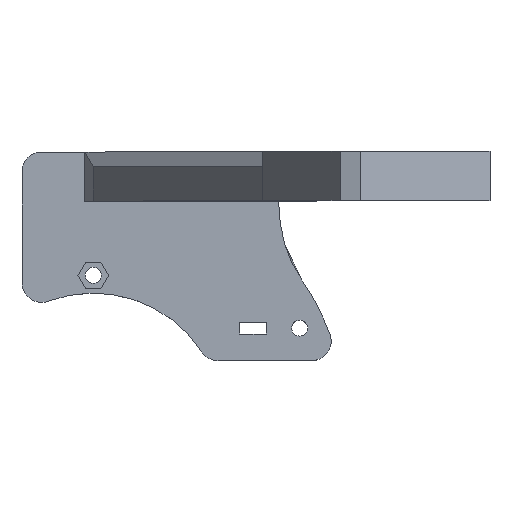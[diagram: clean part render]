
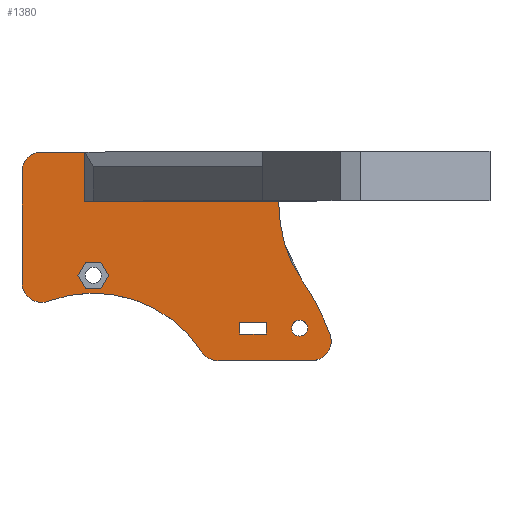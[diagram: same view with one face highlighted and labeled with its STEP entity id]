
A CAD part, top view. The second image highlights one B-rep face of the part: STEP entity #1380.
In plain terms, the highlighted planar face has unit normal (0, 0, 1).
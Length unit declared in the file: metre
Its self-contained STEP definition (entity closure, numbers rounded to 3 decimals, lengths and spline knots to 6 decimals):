
#39=B_SPLINE_CURVE_WITH_KNOTS('',2,(#2232,#2233,#2234),.UNSPECIFIED.,.F.,
 .F.,(3,3),(0.,1.),.PIECEWISE_BEZIER_KNOTS.);
#63=CIRCLE('',#1466,0.051401);
#65=CIRCLE('',#1469,0.026303);
#70=CIRCLE('',#1495,0.001625);
#71=CIRCLE('',#1496,0.004);
#72=CIRCLE('',#1497,0.004);
#73=CIRCLE('',#1498,0.004);
#74=CIRCLE('',#1499,0.004);
#257=ORIENTED_EDGE('',*,*,#607,.T.);
#258=ORIENTED_EDGE('',*,*,#608,.T.);
#259=ORIENTED_EDGE('',*,*,#609,.T.);
#260=ORIENTED_EDGE('',*,*,#610,.T.);
#261=ORIENTED_EDGE('',*,*,#611,.T.);
#262=ORIENTED_EDGE('',*,*,#612,.T.);
#263=ORIENTED_EDGE('',*,*,#613,.F.);
#264=ORIENTED_EDGE('',*,*,#558,.T.);
#265=ORIENTED_EDGE('',*,*,#614,.T.);
#266=ORIENTED_EDGE('',*,*,#566,.F.);
#267=ORIENTED_EDGE('',*,*,#615,.F.);
#268=ORIENTED_EDGE('',*,*,#555,.T.);
#269=ORIENTED_EDGE('',*,*,#616,.F.);
#270=ORIENTED_EDGE('',*,*,#547,.T.);
#271=ORIENTED_EDGE('',*,*,#617,.F.);
#272=ORIENTED_EDGE('',*,*,#551,.T.);
#273=ORIENTED_EDGE('',*,*,#618,.T.);
#274=ORIENTED_EDGE('',*,*,#604,.T.);
#275=ORIENTED_EDGE('',*,*,#593,.T.);
#276=ORIENTED_EDGE('',*,*,#487,.T.);
#277=ORIENTED_EDGE('',*,*,#619,.F.);
#278=ORIENTED_EDGE('',*,*,#620,.T.);
#279=ORIENTED_EDGE('',*,*,#621,.F.);
#487=EDGE_CURVE('',#685,#684,#818,.T.);
#547=EDGE_CURVE('',#741,#740,#858,.T.);
#551=EDGE_CURVE('',#745,#744,#63,.T.);
#555=EDGE_CURVE('',#749,#748,#65,.T.);
#558=EDGE_CURVE('',#752,#751,#865,.T.);
#566=EDGE_CURVE('',#757,#758,#872,.T.);
#593=EDGE_CURVE('',#774,#685,#895,.T.);
#604=EDGE_CURVE('',#777,#774,#904,.T.);
#607=EDGE_CURVE('',#781,#782,#907,.T.);
#608=EDGE_CURVE('',#782,#783,#908,.T.);
#609=EDGE_CURVE('',#783,#784,#909,.T.);
#610=EDGE_CURVE('',#784,#785,#910,.T.);
#611=EDGE_CURVE('',#785,#786,#911,.T.);
#612=EDGE_CURVE('',#786,#781,#912,.T.);
#613=EDGE_CURVE('',#787,#787,#70,.T.);
#614=EDGE_CURVE('',#751,#758,#913,.T.);
#615=EDGE_CURVE('',#752,#757,#914,.T.);
#616=EDGE_CURVE('',#741,#748,#71,.T.);
#617=EDGE_CURVE('',#745,#740,#72,.T.);
#618=EDGE_CURVE('',#744,#777,#39,.T.);
#619=EDGE_CURVE('',#788,#684,#73,.T.);
#620=EDGE_CURVE('',#788,#789,#915,.T.);
#621=EDGE_CURVE('',#749,#789,#74,.T.);
#684=VERTEX_POINT('',#1949);
#685=VERTEX_POINT('',#1951);
#740=VERTEX_POINT('',#2084);
#741=VERTEX_POINT('',#2086);
#744=VERTEX_POINT('',#2093);
#745=VERTEX_POINT('',#2095);
#748=VERTEX_POINT('',#2102);
#749=VERTEX_POINT('',#2104);
#751=VERTEX_POINT('',#2109);
#752=VERTEX_POINT('',#2111);
#757=VERTEX_POINT('',#2128);
#758=VERTEX_POINT('',#2130);
#774=VERTEX_POINT('',#2185);
#777=VERTEX_POINT('',#2193);
#781=VERTEX_POINT('',#2215);
#782=VERTEX_POINT('',#2216);
#783=VERTEX_POINT('',#2218);
#784=VERTEX_POINT('',#2220);
#785=VERTEX_POINT('',#2222);
#786=VERTEX_POINT('',#2224);
#787=VERTEX_POINT('',#2227);
#788=VERTEX_POINT('',#2236);
#789=VERTEX_POINT('',#2238);
#818=LINE('',#1950,#967);
#858=LINE('',#2085,#1007);
#865=LINE('',#2110,#1014);
#872=LINE('',#2129,#1021);
#895=LINE('',#2187,#1044);
#904=LINE('',#2207,#1053);
#907=LINE('',#2214,#1056);
#908=LINE('',#2217,#1057);
#909=LINE('',#2219,#1058);
#910=LINE('',#2221,#1059);
#911=LINE('',#2223,#1060);
#912=LINE('',#2225,#1061);
#913=LINE('',#2228,#1062);
#914=LINE('',#2229,#1063);
#915=LINE('',#2237,#1064);
#967=VECTOR('',#1565,1.);
#1007=VECTOR('',#1655,1.);
#1014=VECTOR('',#1676,1.);
#1021=VECTOR('',#1687,1.);
#1044=VECTOR('',#1736,1.);
#1053=VECTOR('',#1757,1.);
#1056=VECTOR('',#1766,1.);
#1057=VECTOR('',#1767,1.);
#1058=VECTOR('',#1768,1.);
#1059=VECTOR('',#1769,1.);
#1060=VECTOR('',#1770,1.);
#1061=VECTOR('',#1771,1.);
#1062=VECTOR('',#1774,1.);
#1063=VECTOR('',#1775,1.);
#1064=VECTOR('',#1782,1.);
#1145=EDGE_LOOP('',(#257,#258,#259,#260,#261,#262));
#1146=EDGE_LOOP('',(#263));
#1147=EDGE_LOOP('',(#264,#265,#266,#267));
#1148=EDGE_LOOP('',(#268,#269,#270,#271,#272,#273,#274,#275,#276,#277,#278,
#279));
#1242=FACE_BOUND('',#1145,.T.);
#1243=FACE_BOUND('',#1146,.T.);
#1244=FACE_BOUND('',#1147,.T.);
#1245=FACE_BOUND('',#1148,.T.);
#1321=PLANE('',#1494);
#1380=ADVANCED_FACE('',(#1242,#1243,#1244,#1245),#1321,.T.);
#1466=AXIS2_PLACEMENT_3D('',#2094,#1662,#1663);
#1469=AXIS2_PLACEMENT_3D('',#2103,#1670,#1671);
#1494=AXIS2_PLACEMENT_3D('',#2213,#1764,#1765);
#1495=AXIS2_PLACEMENT_3D('',#2226,#1772,#1773);
#1496=AXIS2_PLACEMENT_3D('',#2230,#1776,#1777);
#1497=AXIS2_PLACEMENT_3D('',#2231,#1778,#1779);
#1498=AXIS2_PLACEMENT_3D('',#2235,#1780,#1781);
#1499=AXIS2_PLACEMENT_3D('',#2239,#1783,#1784);
#1565=DIRECTION('',(-1.,0.,0.));
#1655=DIRECTION('',(1.,0.,0.));
#1662=DIRECTION('',(0.,0.,1.));
#1663=DIRECTION('',(1.,0.,0.));
#1670=DIRECTION('',(0.,0.,-1.));
#1671=DIRECTION('',(1.,0.,0.));
#1676=DIRECTION('',(-1.,0.,0.));
#1687=DIRECTION('',(-1.,0.,0.));
#1736=DIRECTION('',(0.,1.,0.));
#1757=DIRECTION('',(-1.,0.,0.));
#1764=DIRECTION('',(0.,0.,1.));
#1765=DIRECTION('',(1.,0.,0.));
#1766=DIRECTION('',(0.5,-0.866,0.));
#1767=DIRECTION('',(-0.5,-0.866,0.));
#1768=DIRECTION('',(-1.,0.,0.));
#1769=DIRECTION('',(-0.5,0.866,0.));
#1770=DIRECTION('',(0.5,0.866,0.));
#1771=DIRECTION('',(1.,0.,0.));
#1772=DIRECTION('',(0.,0.,1.));
#1773=DIRECTION('',(1.,0.,0.));
#1774=DIRECTION('',(0.,1.,0.));
#1775=DIRECTION('',(0.,1.,0.));
#1776=DIRECTION('',(0.,0.,-1.));
#1777=DIRECTION('',(1.,0.,0.));
#1778=DIRECTION('',(0.,0.,-1.));
#1779=DIRECTION('',(1.,0.,0.));
#1780=DIRECTION('',(0.,0.,-1.));
#1781=DIRECTION('',(1.,0.,0.));
#1782=DIRECTION('',(0.,-1.,0.));
#1783=DIRECTION('',(0.,0.,-1.));
#1784=DIRECTION('',(1.,0.,0.));
#1949=CARTESIAN_POINT('',(-0.0105,0.055,0.021161));
#1950=CARTESIAN_POINT('',(0.011624,0.055,0.021161));
#1951=CARTESIAN_POINT('',(-0.001693,0.055,0.021161));
#2084=CARTESIAN_POINT('',(0.044415,0.012558,0.021161));
#2085=CARTESIAN_POINT('',(0.036477,0.012558,0.021161));
#2086=CARTESIAN_POINT('',(0.025379,0.012558,0.021161));
#2093=CARTESIAN_POINT('',(0.042313,0.029183,0.021161));
#2094=CARTESIAN_POINT('',(0.,0.,0.021161));
#2095=CARTESIAN_POINT('',(0.048163,0.017956,0.021161));
#2102=CARTESIAN_POINT('',(0.022029,0.014373,0.021161));
#2103=CARTESIAN_POINT('',(0.,0.,0.021161));
#2104=CARTESIAN_POINT('',(-0.009114,0.024673,0.021161));
#2109=CARTESIAN_POINT('',(0.029796,0.017983,0.021161));
#2110=CARTESIAN_POINT('',(0.032496,0.017983,0.021161));
#2111=CARTESIAN_POINT('',(0.035196,0.017983,0.021161));
#2128=CARTESIAN_POINT('',(0.035196,0.020383,0.021161));
#2129=CARTESIAN_POINT('',(0.032496,0.020383,0.021161));
#2130=CARTESIAN_POINT('',(0.029796,0.020383,0.021161));
#2185=CARTESIAN_POINT('',(-0.001693,0.045,0.021161));
#2187=CARTESIAN_POINT('',(-0.001693,0.055,0.021161));
#2193=CARTESIAN_POINT('',(0.037748,0.045,0.021161));
#2207=CARTESIAN_POINT('',(0.039106,0.045,0.021161));
#2213=CARTESIAN_POINT('',(-0.005343,-0.017241,0.021161));
#2214=CARTESIAN_POINT('',(0.002338,0.031278,0.021161));
#2215=CARTESIAN_POINT('',(0.001559,0.032628,0.021161));
#2216=CARTESIAN_POINT('',(0.003118,0.029928,0.021161));
#2217=CARTESIAN_POINT('',(0.002338,0.028578,0.021161));
#2218=CARTESIAN_POINT('',(0.001559,0.027228,0.021161));
#2219=CARTESIAN_POINT('',(0.,0.027228,0.021161));
#2220=CARTESIAN_POINT('',(-0.001559,0.027228,0.021161));
#2221=CARTESIAN_POINT('',(-0.002338,0.028578,0.021161));
#2222=CARTESIAN_POINT('',(-0.003118,0.029928,0.021161));
#2223=CARTESIAN_POINT('',(-0.002338,0.031278,0.021161));
#2224=CARTESIAN_POINT('',(-0.001559,0.032628,0.021161));
#2225=CARTESIAN_POINT('',(0.,0.032628,0.021161));
#2226=CARTESIAN_POINT('',(0.041988,0.019183,0.021161));
#2227=CARTESIAN_POINT('',(0.043613,0.019183,0.021161));
#2228=CARTESIAN_POINT('',(0.029796,0.019183,0.021161));
#2229=CARTESIAN_POINT('',(0.035196,0.019183,0.021161));
#2230=CARTESIAN_POINT('',(0.025379,0.016558,0.021161));
#2231=CARTESIAN_POINT('',(0.044415,0.016558,0.021161));
#2232=CARTESIAN_POINT('',(0.042313,0.029183,0.021161));
#2233=CARTESIAN_POINT('',(0.037748,0.035803,0.021161));
#2234=CARTESIAN_POINT('',(0.037748,0.045,0.021161));
#2235=CARTESIAN_POINT('',(-0.0105,0.051,0.021161));
#2236=CARTESIAN_POINT('',(-0.0145,0.051,0.021161));
#2237=CARTESIAN_POINT('',(-0.0145,0.046835,0.021161));
#2238=CARTESIAN_POINT('',(-0.0145,0.028426,0.021161));
#2239=CARTESIAN_POINT('',(-0.0105,0.028426,0.021161));
